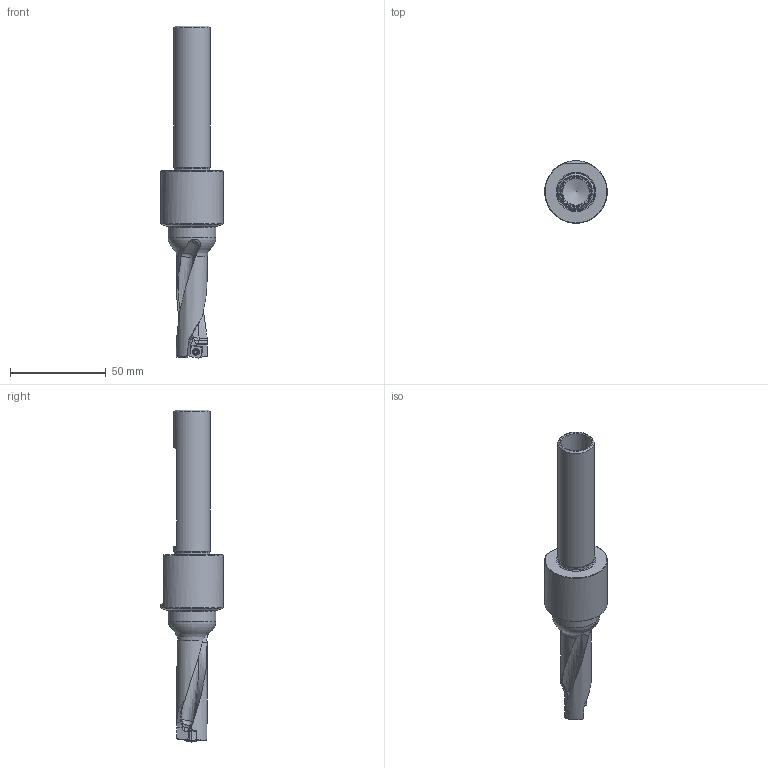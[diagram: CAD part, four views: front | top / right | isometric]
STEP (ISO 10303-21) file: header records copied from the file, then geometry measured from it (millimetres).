
FILE_DESCRIPTION(/* description */ (''),/* implementation_level */ '2;1');
FILE_NAME(/* name */ 'toolassembly_1.stp',/* time_stamp */ '2020-07-08T14:21:22+02:00',/* author */ (''),/* organization */ ('SMS'),/* preprocessor_version */ 'ST-DEVELOPER v16.7',/* originating_system */ 'SIEMENS PLM Software NX 12.0',/* authorisation */ '');
FILE_SCHEMA (('AUTOMOTIVE_DESIGN { 1 0 10303 214 3 1 1 1 }'));
Length unit declared in the file: millimetre
Products named in the file (5): CUT_20200708141735; CUT_20200708141733; NOCUT_20200708141723; ASSEMBLY_CONSTRUCTION; TOOLASSEMBLY_1
Assembly tree (4 placements, depth 2):
  TOOLASSEMBLY_1
    ASSEMBLY_CONSTRUCTION
    NOCUT_20200708141723
    CUT_20200708141733
    CUT_20200708141735
Bounding box: 32.7 x 32.7 x 173.34 mm (x, y, z)
Volume: 49547.1 mm3; surface area: 15146 mm2
Topology: 3 solids, 4 shells, 256 faces, 681 edges, 438 vertices
Faces by surface type: plane 97, cylinder 59, cone 28, extrusion 24, bspline 22, torus 14, sphere 11, revolution 1
Full cylindrical faces by diameter (mm): 2.2 x2, 2.5 x2, 3.1 x2, 10.51 x1, 14 x1, 14.5 x1, 15.95 x1, 18.544 x1, 19.044 x1, 25 x1, 32.7 x1
Entity records: 10908 total; most frequent: CARTESIAN_POINT 4847, ORIENTED_EDGE 1210, DIRECTION 1159, EDGE_CURVE 605, AXIS2_PLACEMENT_3D 456, VERTEX_POINT 411, EDGE_LOOP 309, ADVANCED_FACE 256
